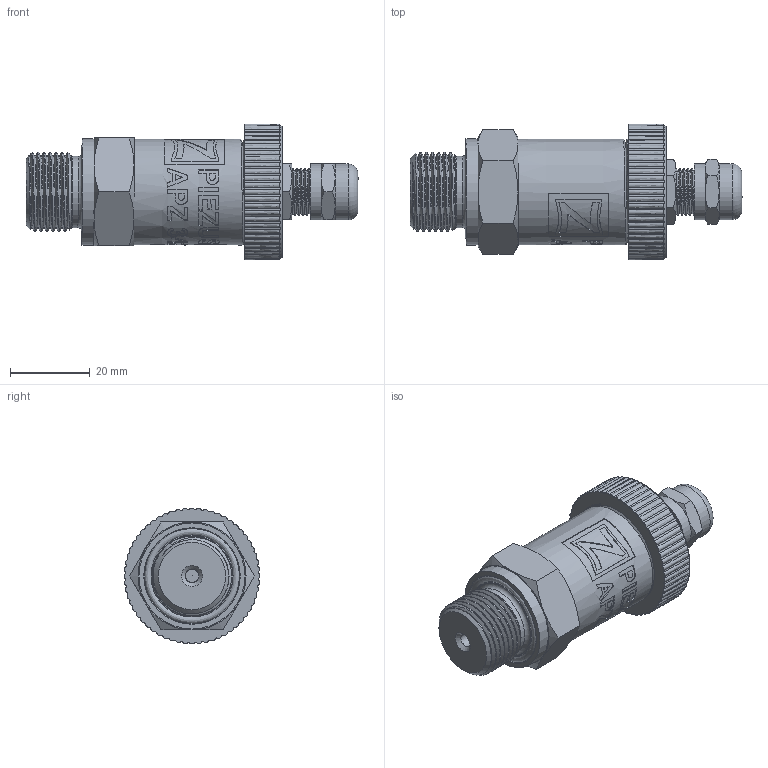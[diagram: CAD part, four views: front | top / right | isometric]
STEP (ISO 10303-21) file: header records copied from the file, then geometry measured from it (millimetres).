
FILE_DESCRIPTION(/* description */ (''),/* implementation_level */ '2;1');
FILE_NAME(/* name */ 'APZ3420_M20x1,5DIN_BrassCableGland.step',/* time_stamp */ '2021-07-13T11:06:18+03:00',/* author */ (''),/* organization */ (''),/* preprocessor_version */ 'ST-DEVELOPER v18.1',/* originating_system */ 'Autodesk Translation Framework v10.9.0.1377',/* authorisation */ '');
FILE_SCHEMA (('AUTOMOTIVE_DESIGN { 1 0 10303 214 3 1 1 }'));
Products named in the file (5): АПЗ 3420(3230,3421) в.2 - 
filled; M20x1,5 DIN; OMAL nut M27x1.5 v8; Ш100.000.001 v4; M12x1,5 Brass cable gland
Assembly tree (4 placements, depth 2):
  АПЗ 3420(3230,3421) в.2 - 
filled
    M20x1,5 DIN
    OMAL nut M27x1.5 v8
    Ш100.000.001 v4
    M12x1,5 Brass cable gland
Bounding box: 83 x 34 x 34 mm (x, y, z)
Volume: 37687.2 mm3; surface area: 14365.1 mm2
Topology: 5 solids, 5 shells, 609 faces, 1722 edges, 1155 vertices
Faces by surface type: bspline 397, cone 77, cylinder 72, plane 56, torus 7
Full cylindrical faces by diameter (mm): 3.3 x1, 6.5 x1, 10.137 x3, 10.526 x3, 10.741 x3, 11.85 x2, 11.884 x4, 12.203 x3, 14 x2, 17.8 x1, 18.137 x6, 19.85 x5, 20.5 x2, 21.4 x2, 22.3 x1, 22.4 x1, 23.7 x2, 24.5 x1, 25.526 x4, 27.208 x5
Entity records: 40029 total; most frequent: CARTESIAN_POINT 27643, ORIENTED_EDGE 3440, EDGE_CURVE 1720, VERTEX_POINT 1155, DIRECTION 1099, B_SPLINE_CURVE_WITH_KNOTS 1072, EDGE_LOOP 649, FACE_OUTER_BOUND 609
